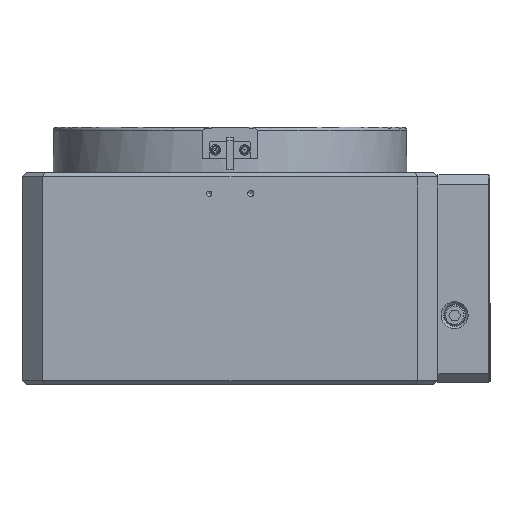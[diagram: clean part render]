
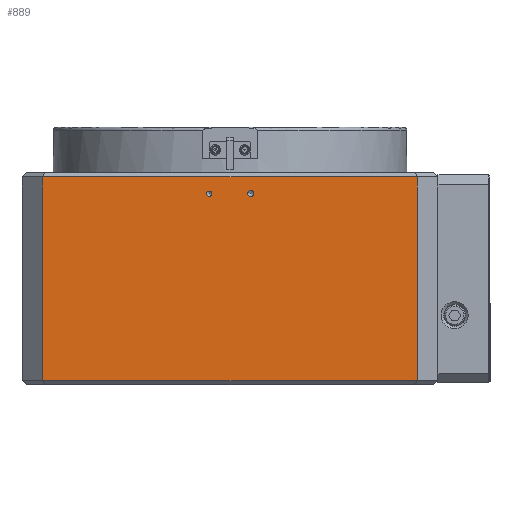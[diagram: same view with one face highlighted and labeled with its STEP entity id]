
A CAD part, left-side view. The second image highlights one B-rep face of the part: STEP entity #889.
In plain terms, the highlighted planar face has unit normal (-1, 0, 0).
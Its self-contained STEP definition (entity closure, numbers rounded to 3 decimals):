
#889 = ADVANCED_FACE( '', ( #1918, #1919, #1920 ), #1921, .F. );
#1918 = FACE_BOUND( '', #3408, .T. );
#1919 = FACE_BOUND( '', #3409, .T. );
#1920 = FACE_OUTER_BOUND( '', #3410, .T. );
#1921 = PLANE( '', #3411 );
#3408 = EDGE_LOOP( '', ( #5193 ) );
#3409 = EDGE_LOOP( '', ( #5194 ) );
#3410 = EDGE_LOOP( '', ( #5195, #5196, #5197, #5198 ) );
#3411 = AXIS2_PLACEMENT_3D( '', #5199, #5200, #5201 );
#5193 = ORIENTED_EDGE( '', *, *, #7696, .T. );
#5194 = ORIENTED_EDGE( '', *, *, #7675, .T. );
#5195 = ORIENTED_EDGE( '', *, *, #7697, .T. );
#5196 = ORIENTED_EDGE( '', *, *, #7659, .T. );
#5197 = ORIENTED_EDGE( '', *, *, #7698, .T. );
#5198 = ORIENTED_EDGE( '', *, *, #7699, .T. );
#5199 = CARTESIAN_POINT( '', ( -121., 100., 102. ) );
#5200 = DIRECTION( '', ( 1., 0., 0. ) );
#5201 = DIRECTION( '', ( 0., 1., 0. ) );
#7659 = EDGE_CURVE( '', #8855, #8860, #8862, .T. );
#7675 = EDGE_CURVE( '', #8888, #8888, #8889, .T. );
#7696 = EDGE_CURVE( '', #8923, #8923, #8924, .T. );
#7697 = EDGE_CURVE( '', #8925, #8855, #8926, .T. );
#7698 = EDGE_CURVE( '', #8860, #8916, #8927, .T. );
#7699 = EDGE_CURVE( '', #8916, #8925, #8928, .T. );
#8855 = VERTEX_POINT( '', #10493 );
#8860 = VERTEX_POINT( '', #10500 );
#8862 = LINE( '', #10503, #10504 );
#8888 = VERTEX_POINT( '', #10582 );
#8889 = CIRCLE( '', #10583, 1.25 );
#8916 = VERTEX_POINT( '', #10621 );
#8923 = VERTEX_POINT( '', #10632 );
#8924 = CIRCLE( '', #10633, 1.5 );
#8925 = VERTEX_POINT( '', #10634 );
#8926 = LINE( '', #10635, #10636 );
#8927 = LINE( '', #10637, #10638 );
#8928 = LINE( '', #10639, #10640 );
#10493 = CARTESIAN_POINT( '', ( -121., 90., 2. ) );
#10500 = CARTESIAN_POINT( '', ( -121., -90., 2. ) );
#10503 = CARTESIAN_POINT( '', ( -121., 100., 2. ) );
#10504 = VECTOR( '', #12663, 1000. );
#10582 = CARTESIAN_POINT( '', ( -121., 8.75, 92. ) );
#10583 = AXIS2_PLACEMENT_3D( '', #12680, #12681, #12682 );
#10621 = CARTESIAN_POINT( '', ( -121., -90., 100. ) );
#10632 = CARTESIAN_POINT( '', ( -121., -11.5, 92. ) );
#10633 = AXIS2_PLACEMENT_3D( '', #12698, #12699, #12700 );
#10634 = CARTESIAN_POINT( '', ( -121., 90., 100. ) );
#10635 = CARTESIAN_POINT( '', ( -121., 90., 102. ) );
#10636 = VECTOR( '', #12701, 1000. );
#10637 = CARTESIAN_POINT( '', ( -121., -90., 102. ) );
#10638 = VECTOR( '', #12702, 1000. );
#10639 = CARTESIAN_POINT( '', ( -121., 90., 100. ) );
#10640 = VECTOR( '', #12703, 1000. );
#12663 = DIRECTION( '', ( 0., -1., 0. ) );
#12680 = CARTESIAN_POINT( '', ( -121., 10., 92. ) );
#12681 = DIRECTION( '', ( 1., 0., 0. ) );
#12682 = DIRECTION( '', ( 0., -1., 0. ) );
#12698 = CARTESIAN_POINT( '', ( -121., -10., 92. ) );
#12699 = DIRECTION( '', ( 1., 0., 0. ) );
#12700 = DIRECTION( '', ( 0., -1., 0. ) );
#12701 = DIRECTION( '', ( 0., 0., -1. ) );
#12702 = DIRECTION( '', ( 0., 0., 1. ) );
#12703 = DIRECTION( '', ( 0., 1., 0. ) );
